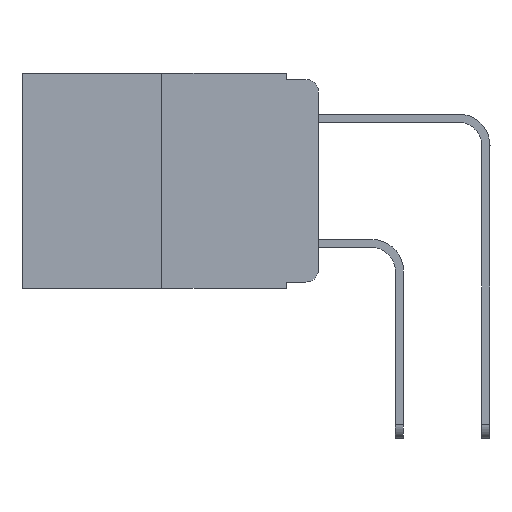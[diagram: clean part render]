
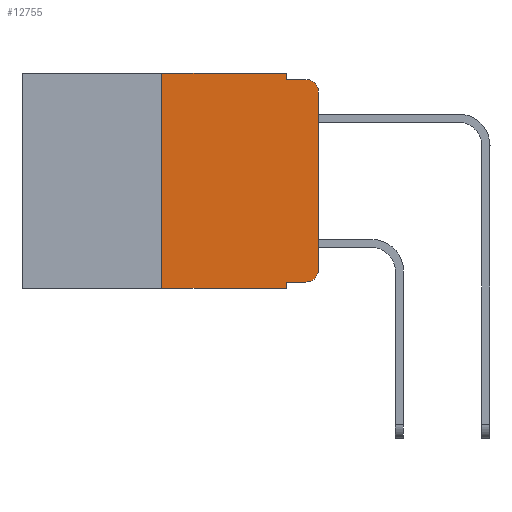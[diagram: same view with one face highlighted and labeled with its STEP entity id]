
A CAD part, left-side view. The second image highlights one B-rep face of the part: STEP entity #12755.
In plain terms, the highlighted planar face has unit normal (-1, 0, 0).
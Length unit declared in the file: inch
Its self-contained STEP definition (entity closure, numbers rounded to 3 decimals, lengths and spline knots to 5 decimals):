
#246 = AXIS2_PLACEMENT_3D ( 'NONE', #11748, #3549, #11810 ) ;
#298 = CARTESIAN_POINT ( 'NONE',  ( 0., 0.051, -0.01 ) ) ;
#815 = CARTESIAN_POINT ( 'NONE',  ( 0., 0., -0.03 ) ) ;
#905 = LINE ( 'NONE', #298, #3069 ) ;
#1451 = VERTEX_POINT ( 'NONE', #2597 ) ;
#1481 = ORIENTED_EDGE ( 'NONE', *, *, #11285, .F. ) ;
#1695 = DIRECTION ( 'NONE',  ( 0., -1., 0. ) ) ;
#2099 = VECTOR ( 'NONE', #9027, 39.37008 ) ;
#2158 = LINE ( 'NONE', #5683, #5333 ) ;
#2440 = AXIS2_PLACEMENT_3D ( 'NONE', #14493, #13258, #6357 ) ;
#2597 = CARTESIAN_POINT ( 'NONE',  ( 0., 0.051, -0.343 ) ) ;
#3069 = VECTOR ( 'NONE', #1695, 39.37008 ) ;
#3314 = VERTEX_POINT ( 'NONE', #16954 ) ;
#3447 = EDGE_CURVE ( 'NONE', #5872, #7422, #2158, .T. ) ;
#3493 = EDGE_CURVE ( 'NONE', #17367, #5872, #5108, .T. ) ;
#3549 = DIRECTION ( 'NONE',  ( -1., 0., 0. ) ) ;
#4574 = ORIENTED_EDGE ( 'NONE', *, *, #14934, .T. ) ;
#5108 = CIRCLE ( 'NONE', #246, 0.02 ) ;
#5262 = CARTESIAN_POINT ( 'NONE',  ( 0., 0.25, 0. ) ) ;
#5333 = VECTOR ( 'NONE', #16602, 39.37008 ) ;
#5683 = CARTESIAN_POINT ( 'NONE',  ( 0., 0., 0. ) ) ;
#5692 = LINE ( 'NONE', #5771, #12119 ) ;
#5771 = CARTESIAN_POINT ( 'NONE',  ( 0., 0.473, 0. ) ) ;
#5783 = DIRECTION ( 'NONE',  ( -1., 0., 0. ) ) ;
#5872 = VERTEX_POINT ( 'NONE', #6352 ) ;
#6124 = ORIENTED_EDGE ( 'NONE', *, *, #13887, .F. ) ;
#6352 = CARTESIAN_POINT ( 'NONE',  ( 0., 0., -0.313 ) ) ;
#6357 = DIRECTION ( 'NONE',  ( 0., 0., -1. ) ) ;
#6453 = VECTOR ( 'NONE', #13873, 39.37008 ) ;
#6464 = CIRCLE ( 'NONE', #7712, 0.02 ) ;
#7104 = DIRECTION ( 'NONE',  ( 0., 0., -1. ) ) ;
#7107 = CARTESIAN_POINT ( 'NONE',  ( 0., 0.051, 0. ) ) ;
#7225 = EDGE_CURVE ( 'NONE', #17611, #1451, #9216, .T. ) ;
#7258 = CARTESIAN_POINT ( 'NONE',  ( 0., 0.051, -0.333 ) ) ;
#7422 = VERTEX_POINT ( 'NONE', #815 ) ;
#7577 = CARTESIAN_POINT ( 'NONE',  ( 0., 0.25, -0.343 ) ) ;
#7712 = AXIS2_PLACEMENT_3D ( 'NONE', #10021, #5783, #7104 ) ;
#8124 = LINE ( 'NONE', #7107, #6453 ) ;
#8936 = CARTESIAN_POINT ( 'NONE',  ( 0., 0.051, 0. ) ) ;
#9027 = DIRECTION ( 'NONE',  ( 0., 0., -1. ) ) ;
#9216 = LINE ( 'NONE', #11342, #16793 ) ;
#9317 = LINE ( 'NONE', #7258, #16232 ) ;
#9764 = EDGE_CURVE ( 'NONE', #12684, #3314, #16912, .T. ) ;
#9788 = EDGE_CURVE ( 'NONE', #11064, #17367, #9317, .T. ) ;
#9831 = CARTESIAN_POINT ( 'NONE',  ( 0., 0.051, 0. ) ) ;
#10021 = CARTESIAN_POINT ( 'NONE',  ( 0., 0.02, -0.03 ) ) ;
#10031 = DIRECTION ( 'NONE',  ( 0., -1., 0. ) ) ;
#10097 = ORIENTED_EDGE ( 'NONE', *, *, #17222, .F. ) ;
#11064 = VERTEX_POINT ( 'NONE', #13567 ) ;
#11285 = EDGE_CURVE ( 'NONE', #13156, #12684, #5692, .T. ) ;
#11342 = CARTESIAN_POINT ( 'NONE',  ( 0., 0.473, -0.343 ) ) ;
#11600 = ORIENTED_EDGE ( 'NONE', *, *, #9788, .T. ) ;
#11713 = PLANE ( 'NONE',  #2440 ) ;
#11722 = ORIENTED_EDGE ( 'NONE', *, *, #3447, .T. ) ;
#11748 = CARTESIAN_POINT ( 'NONE',  ( 0., 0.02, -0.313 ) ) ;
#11810 = DIRECTION ( 'NONE',  ( 0., 0., -1. ) ) ;
#11814 = VERTEX_POINT ( 'NONE', #15215 ) ;
#12119 = VECTOR ( 'NONE', #13988, 39.37008 ) ;
#12389 = VECTOR ( 'NONE', #14866, 39.37008 ) ;
#12453 = ORIENTED_EDGE ( 'NONE', *, *, #9764, .F. ) ;
#12684 = VERTEX_POINT ( 'NONE', #8936 ) ;
#12686 = CARTESIAN_POINT ( 'NONE',  ( 0., 0.02, -0.333 ) ) ;
#12688 = ORIENTED_EDGE ( 'NONE', *, *, #7225, .T. ) ;
#12755 = ADVANCED_FACE ( 'NONE', ( #16860 ), #11713, .F. ) ;
#13156 = VERTEX_POINT ( 'NONE', #13991 ) ;
#13258 = DIRECTION ( 'NONE',  ( 1., 0., 0. ) ) ;
#13567 = CARTESIAN_POINT ( 'NONE',  ( 0., 0.051, -0.333 ) ) ;
#13873 = DIRECTION ( 'NONE',  ( 0., 0., -1. ) ) ;
#13887 = EDGE_CURVE ( 'NONE', #3314, #11814, #905, .T. ) ;
#13988 = DIRECTION ( 'NONE',  ( 0., -1., 0. ) ) ;
#13991 = CARTESIAN_POINT ( 'NONE',  ( 0., 0.25, 0. ) ) ;
#14493 = CARTESIAN_POINT ( 'NONE',  ( 0., 0.473, 0. ) ) ;
#14866 = DIRECTION ( 'NONE',  ( 0., 0., 1. ) ) ;
#14934 = EDGE_CURVE ( 'NONE', #7422, #11814, #6464, .T. ) ;
#14971 = EDGE_LOOP ( 'NONE', ( #11722, #4574, #6124, #12453, #1481, #10097, #12688, #16921, #11600, #17749 ) ) ;
#15215 = CARTESIAN_POINT ( 'NONE',  ( 0., 0.02, -0.01 ) ) ;
#16067 = LINE ( 'NONE', #5262, #12389 ) ;
#16232 = VECTOR ( 'NONE', #16744, 39.37008 ) ;
#16260 = EDGE_CURVE ( 'NONE', #11064, #1451, #8124, .T. ) ;
#16602 = DIRECTION ( 'NONE',  ( 0., 0., 1. ) ) ;
#16744 = DIRECTION ( 'NONE',  ( 0., -1., 0. ) ) ;
#16793 = VECTOR ( 'NONE', #10031, 39.37008 ) ;
#16860 = FACE_OUTER_BOUND ( 'NONE', #14971, .T. ) ;
#16912 = LINE ( 'NONE', #9831, #2099 ) ;
#16921 = ORIENTED_EDGE ( 'NONE', *, *, #16260, .F. ) ;
#16954 = CARTESIAN_POINT ( 'NONE',  ( 0., 0.051, -0.01 ) ) ;
#17222 = EDGE_CURVE ( 'NONE', #17611, #13156, #16067, .T. ) ;
#17367 = VERTEX_POINT ( 'NONE', #12686 ) ;
#17611 = VERTEX_POINT ( 'NONE', #7577 ) ;
#17749 = ORIENTED_EDGE ( 'NONE', *, *, #3493, .T. ) ;
